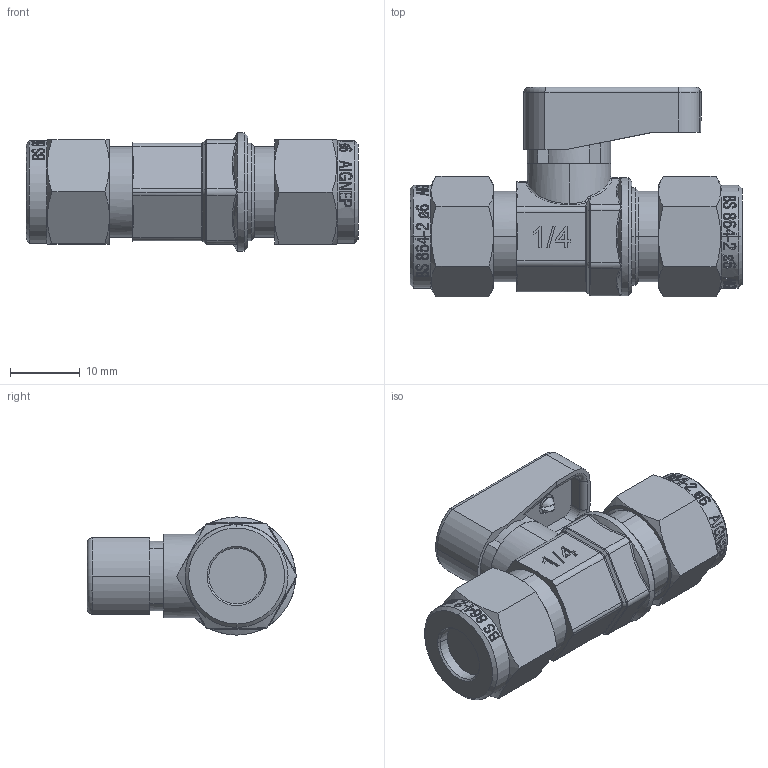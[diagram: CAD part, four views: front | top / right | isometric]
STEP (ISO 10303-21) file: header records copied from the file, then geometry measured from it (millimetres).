
FILE_DESCRIPTION (( 'STEP AP214' ), '1' );
FILE_NAME ('0645000003.step', '2012-10-02T16:33:47', ( '' ), ( '' ), 'SwSTEP 2.0', 'SolidWorks 2012', '' );
FILE_SCHEMA (( 'AUTOMOTIVE_DESIGN' ));
Products named in the file (1): 0645000003
Bounding box: 47.76 x 30.16 x 17 mm (x, y, z)
Volume: 10564.7 mm3; surface area: 4816.7 mm2
Topology: 8 solids, 17 shells, 1101 faces, 2832 edges, 1843 vertices
Faces by surface type: plane 452, bspline 415, cylinder 160, cone 44, torus 28, sphere 2
Entity records: 61423 total; most frequent: CARTESIAN_POINT 37924, ORIENTED_EDGE 5664, DIRECTION 3471, EDGE_CURVE 2832, VERTEX_POINT 1843, EDGE_LOOP 1191, AXIS2_PLACEMENT_3D 1190, B_SPLINE_CURVE_WITH_KNOTS 1151
